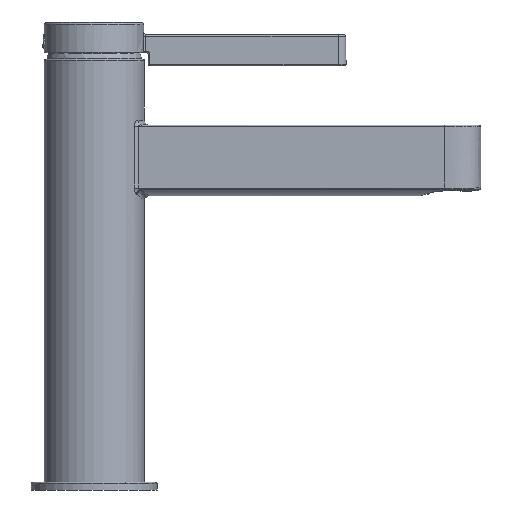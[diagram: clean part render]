
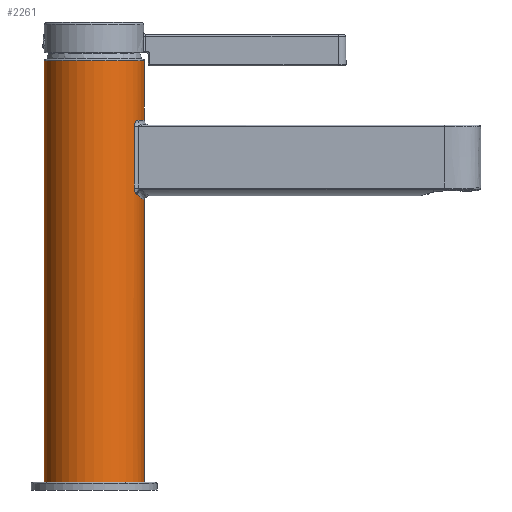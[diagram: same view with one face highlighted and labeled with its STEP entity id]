
A CAD part, front view. The second image highlights one B-rep face of the part: STEP entity #2261.
In plain terms, the highlighted cylindrical face has radius 19.5 mm (diameter 39 mm), a partial arc.
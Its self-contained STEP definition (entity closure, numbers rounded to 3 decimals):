
#1041=CARTESIAN_POINT(' ',(19.5,0.,167.2));
#1042=VERTEX_POINT(' ',#1041);
#1081=CARTESIAN_POINT(' ',(-19.5,0.,167.2));
#1082=VERTEX_POINT(' ',#1081);
#1361=CARTESIAN_POINT(' ',(0.,0.,167.2));
#1366=DIRECTION(' ',(0.,0.,1.));
#1371=DIRECTION(' ',(-1.,0.,0.));
#1376=AXIS2_PLACEMENT_3D(' ',#1361,#1366,#1371);
#1381=CIRCLE('',#1376,19.5);
#1386=EDGE_CURVE(' ',#1082,#1042,#1381,.T.);
#1446=CARTESIAN_POINT(' ',(19.5,0.,144.));
#1451=DIRECTION(' ',(0.,0.,1.));
#1456=VECTOR(' ',#1451,1.);
#1461=LINE('',#1446,#1456);
#1466=CARTESIAN_POINT(' ',(19.5,0.,144.));
#1467=VERTEX_POINT(' ',#1466);
#1471=EDGE_CURVE(' ',#1467,#1042,#1461,.T.);
#1761=CARTESIAN_POINT(' ',(19.5,0.,112.5));
#1762=VERTEX_POINT(' ',#1761);
#1776=CARTESIAN_POINT(' ',(19.5,0.,3.));
#1781=DIRECTION(' ',(0.,0.,1.));
#1786=VECTOR(' ',#1781,1.);
#1791=LINE('',#1776,#1786);
#1796=CARTESIAN_POINT(' ',(19.5,0.,3.));
#1797=VERTEX_POINT(' ',#1796);
#1801=EDGE_CURVE(' ',#1797,#1762,#1791,.T.);
#1836=CARTESIAN_POINT(' ',(-19.5,0.,3.));
#1837=VERTEX_POINT(' ',#1836);
#1851=CARTESIAN_POINT(' ',(-19.5,0.,3.));
#1856=DIRECTION(' ',(0.,0.,1.));
#1861=VECTOR(' ',#1856,1.);
#1866=LINE('',#1851,#1861);
#1871=EDGE_CURVE(' ',#1837,#1082,#1866,.T.);
#1901=CARTESIAN_POINT(' ',(0.,0.,83.85));
#1906=DIRECTION(' ',(0.,0.,1.));
#1911=DIRECTION(' ',(-1.,0.,0.));
#1916=AXIS2_PLACEMENT_3D(' ',#1901,#1906,#1911);
#1921=CYLINDRICAL_SURFACE(' ',#1916,19.5);
#1926=ORIENTED_EDGE(' ',*,*,#1871,.F.);
#1931=CARTESIAN_POINT(' ',(0.,0.,3.));
#1936=DIRECTION(' ',(0.,-0.,1.));
#1941=DIRECTION(' ',(-1.,0.,0.));
#1946=AXIS2_PLACEMENT_3D(' ',#1931,#1936,#1941);
#1951=CIRCLE('',#1946,19.5);
#1956=EDGE_CURVE(' ',#1837,#1797,#1951,.T.);
#1961=ORIENTED_EDGE(' ',*,*,#1956,.T.);
#1966=ORIENTED_EDGE(' ',*,*,#1801,.T.);
#1971=CARTESIAN_POINT(' ',(19.5,0.,112.5));
#1976=CARTESIAN_POINT(' ',(19.5,-2.78,112.5));
#1981=CARTESIAN_POINT(' ',(18.911,-5.396,113.057));
#1986=CARTESIAN_POINT(' ',(17.55,-8.545,114.3));
#1991=CARTESIAN_POINT(' ',(17.15,-9.322,114.664));
#1996=CARTESIAN_POINT(' ',(16.703,-10.063,115.063));
#2001=B_SPLINE_CURVE_WITH_KNOTS('',3,(#1971,#1976,#1981,#1986,#1991,#1996),.UNSPECIFIED.,.F.,.U.,(4,2,4),(0.,0.743,1.),.UNSPECIFIED.);
#2006=CARTESIAN_POINT(' ',(16.703,-10.063,115.063));
#2007=VERTEX_POINT(' ',#2006);
#2011=EDGE_CURVE(' ',#1762,#2007,#2001,.T.);
#2016=ORIENTED_EDGE(' ',*,*,#2011,.T.);
#2021=CARTESIAN_POINT(' ',(3.875,2.91,124.794));
#2026=DIRECTION(' ',(-0.629,-0.039,-0.777));
#2031=DIRECTION(' ',(0.62,-0.627,-0.471));
#2036=AXIS2_PLACEMENT_3D(' ',#2021,#2026,#2031);
#2041=CIRCLE('',#2036,20.677);
#2046=CARTESIAN_POINT(' ',(16.388,-10.568,115.343));
#2047=VERTEX_POINT(' ',#2046);
#2051=EDGE_CURVE(' ',#2007,#2047,#2041,.T.);
#2056=ORIENTED_EDGE(' ',*,*,#2051,.T.);
#2061=CARTESIAN_POINT(' ',(16.388,-10.568,115.343));
#2066=CARTESIAN_POINT(' ',(16.238,-10.801,115.476));
#2071=CARTESIAN_POINT(' ',(16.086,-11.025,115.663));
#2076=CARTESIAN_POINT(' ',(15.841,-11.373,116.092));
#2081=CARTESIAN_POINT(' ',(15.743,-11.508,116.32));
#2086=CARTESIAN_POINT(' ',(15.584,-11.722,116.872));
#2091=CARTESIAN_POINT(' ',(15.532,-11.791,117.213));
#2096=CARTESIAN_POINT(' ',(15.532,-11.791,117.562));
#2101=B_SPLINE_CURVE_WITH_KNOTS('',3,(#2061,#2066,#2071,#2076,#2081,#2086,#2091,#2096),.UNSPECIFIED.,.F.,.U.,(4,2,2,4),(0.,0.358,0.657,1.),.UNSPECIFIED.);
#2106=CARTESIAN_POINT(' ',(15.532,-11.791,117.562));
#2107=VERTEX_POINT(' ',#2106);
#2111=EDGE_CURVE(' ',#2047,#2107,#2101,.T.);
#2116=ORIENTED_EDGE(' ',*,*,#2111,.T.);
#2121=CARTESIAN_POINT(' ',(15.532,-11.791,117.562));
#2126=DIRECTION(' ',(0.,0.,1.));
#2131=VECTOR(' ',#2126,1.);
#2136=LINE('',#2121,#2131);
#2141=CARTESIAN_POINT(' ',(15.532,-11.791,141.5));
#2142=VERTEX_POINT(' ',#2141);
#2146=EDGE_CURVE(' ',#2107,#2142,#2136,.T.);
#2151=ORIENTED_EDGE(' ',*,*,#2146,.T.);
#2156=CARTESIAN_POINT(' ',(15.532,-11.791,141.5));
#2161=CARTESIAN_POINT(' ',(15.532,-11.791,142.254));
#2166=CARTESIAN_POINT(' ',(15.765,-11.488,142.896));
#2171=CARTESIAN_POINT(' ',(16.341,-10.652,143.76));
#2176=CARTESIAN_POINT(' ',(16.696,-10.097,144.));
#2181=CARTESIAN_POINT(' ',(17.016,-9.523,144.));
#2186=B_SPLINE_CURVE_WITH_KNOTS('',3,(#2156,#2161,#2166,#2171,#2176,#2181),.UNSPECIFIED.,.F.,.U.,(4,2,4),(0.,0.495,1.),.UNSPECIFIED.);
#2191=CARTESIAN_POINT(' ',(17.016,-9.523,144.));
#2192=VERTEX_POINT(' ',#2191);
#2196=EDGE_CURVE(' ',#2142,#2192,#2186,.T.);
#2201=ORIENTED_EDGE(' ',*,*,#2196,.T.);
#2206=CARTESIAN_POINT(' ',(-0.005,0.001,144.));
#2211=DIRECTION(' ',(0.,0.,1.));
#2216=DIRECTION(' ',(0.873,-0.488,0.));
#2221=AXIS2_PLACEMENT_3D(' ',#2206,#2211,#2216);
#2226=CIRCLE('',#2221,19.505);
#2231=EDGE_CURVE(' ',#2192,#1467,#2226,.T.);
#2236=ORIENTED_EDGE(' ',*,*,#2231,.T.);
#2241=ORIENTED_EDGE(' ',*,*,#1471,.T.);
#2246=ORIENTED_EDGE(' ',*,*,#1386,.F.);
#2251=EDGE_LOOP(' ',(#1926,#1961,#1966,#2016,#2056,#2116,#2151,#2201,#2236,#2241,#2246));
#2256=FACE_OUTER_BOUND(' ',#2251,.T.);
#2261=ADVANCED_FACE('',(#2256),#1921,.T.);
